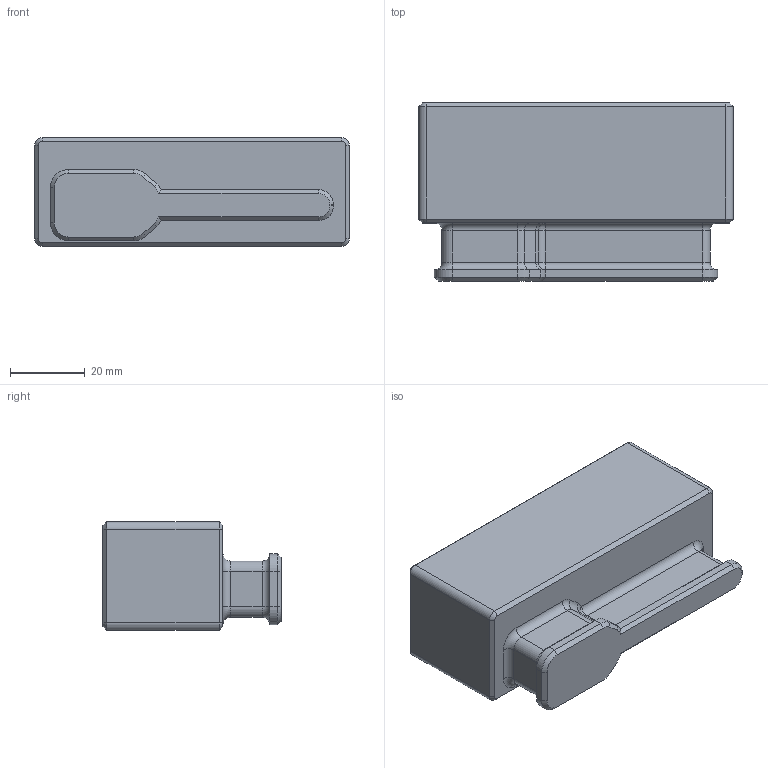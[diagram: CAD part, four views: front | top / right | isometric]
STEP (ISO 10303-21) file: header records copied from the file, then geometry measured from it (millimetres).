
FILE_DESCRIPTION(/* description */ ('STEP AP242','CAx-IF Rec.Pracs.---Representation and Presentation of Product Manufacturing Information (PMI)---4.0---2014-10-13','CAx-IF Rec.Pracs.---3D Tessellated Geometry---0.4---2014-09-14','2;1'),/* implementation_level */ '2;1');
FILE_NAME(/* name */ '68ebd966f39471b47fc54234',/* time_stamp */ '2025-10-12T16:37:59Z',/* author */ (''),/* organization */ (''),/* preprocessor_version */ 'ST-DEVELOPER v20',/* originating_system */ 'ONSHAPE BY PTC INC, 1.205',/* authorisation */ ' ');
FILE_SCHEMA (('AP242_MANAGED_MODEL_BASED_3D_ENGINEERING_MIM_LF { 1 0 10303 442 1 1 4 }'));
Length unit declared in the file: metre
Products named in the file (1): B1_BATTERY_COVER
Bounding box: 84 x 47.5 x 29 mm (x, y, z)
Volume: 24568.6 mm3; surface area: 21762.8 mm2
Topology: 1 solids, 1 shells, 151 faces, 342 edges, 192 vertices
Faces by surface type: plane 61, cylinder 48, cone 22, torus 16, sphere 4
Entity records: 4126 total; most frequent: DIRECTION 770, CARTESIAN_POINT 688, ORIENTED_EDGE 676, EDGE_CURVE 338, AXIS2_PLACEMENT_3D 282, LINE 206, VECTOR 206, VERTEX_POINT 192
